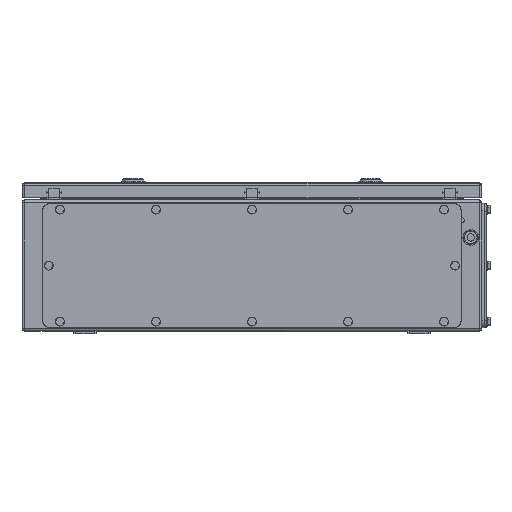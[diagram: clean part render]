
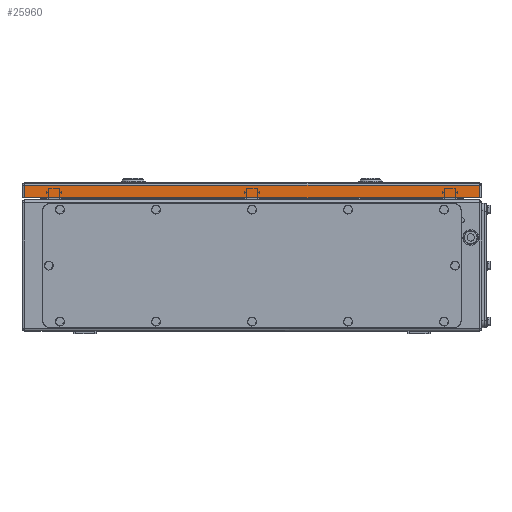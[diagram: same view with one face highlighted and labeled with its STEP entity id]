
A CAD part, left-side view. The second image highlights one B-rep face of the part: STEP entity #25960.
In plain terms, the highlighted planar face has unit normal (-1, 0, 0).
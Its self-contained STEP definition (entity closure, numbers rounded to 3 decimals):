
#25933=AXIS2_PLACEMENT_3D('Plane Axis2P3D',#25930,#25931,#25932) ;
#25797=CARTESIAN_POINT('Line Origine',(41.,321.,183.5)) ;
#25801=CARTESIAN_POINT('Vertex',(41.,627.5,183.5)) ;
#25803=CARTESIAN_POINT('Vertex',(41.,14.5,183.5)) ;
#25930=CARTESIAN_POINT('Axis2P3D Location',(41.,11.5,183.5)) ;
#25935=CARTESIAN_POINT('Line Origine',(41.,14.5,192.)) ;
#25939=CARTESIAN_POINT('Vertex',(41.,14.5,200.5)) ;
#25942=CARTESIAN_POINT('Line Origine',(41.,321.,200.5)) ;
#25946=CARTESIAN_POINT('Vertex',(41.,627.5,200.5)) ;
#25949=CARTESIAN_POINT('Line Origine',(41.,627.5,192.)) ;
#25798=DIRECTION('Vector Direction',(0.,-1.,0.)) ;
#25931=DIRECTION('Axis2P3D Direction',(-1.,0.,0.)) ;
#25932=DIRECTION('Axis2P3D XDirection',(0.,-1.,0.)) ;
#25936=DIRECTION('Vector Direction',(0.,0.,1.)) ;
#25943=DIRECTION('Vector Direction',(0.,1.,0.)) ;
#25950=DIRECTION('Vector Direction',(0.,0.,-1.)) ;
#25799=VECTOR('Line Direction',#25798,1.) ;
#25937=VECTOR('Line Direction',#25936,1.) ;
#25944=VECTOR('Line Direction',#25943,1.) ;
#25951=VECTOR('Line Direction',#25950,1.) ;
#25955=ORIENTED_EDGE('',*,*,#25941,.T.) ;
#25956=ORIENTED_EDGE('',*,*,#25948,.T.) ;
#25957=ORIENTED_EDGE('',*,*,#25953,.T.) ;
#25958=ORIENTED_EDGE('',*,*,#25805,.T.) ;
#25960=ADVANCED_FACE('51374_ASM_DE_KTB_QL_XXXxXXX_S3D-1/DE_QL_S3D-1-solid1',(#25959),#25934,.T.) ;
#25805=EDGE_CURVE('',#25802,#25804,#25800,.T.) ;
#25941=EDGE_CURVE('',#25804,#25940,#25938,.T.) ;
#25948=EDGE_CURVE('',#25940,#25947,#25945,.T.) ;
#25953=EDGE_CURVE('',#25947,#25802,#25952,.T.) ;
#25954=EDGE_LOOP('',(#25955,#25956,#25957,#25958)) ;
#25959=FACE_OUTER_BOUND('',#25954,.T.) ;
#25800=LINE('Line',#25797,#25799) ;
#25938=LINE('Line',#25935,#25937) ;
#25945=LINE('Line',#25942,#25944) ;
#25952=LINE('Line',#25949,#25951) ;
#25934=PLANE('',#25933) ;
#25802=VERTEX_POINT('',#25801) ;
#25804=VERTEX_POINT('',#25803) ;
#25940=VERTEX_POINT('',#25939) ;
#25947=VERTEX_POINT('',#25946) ;
